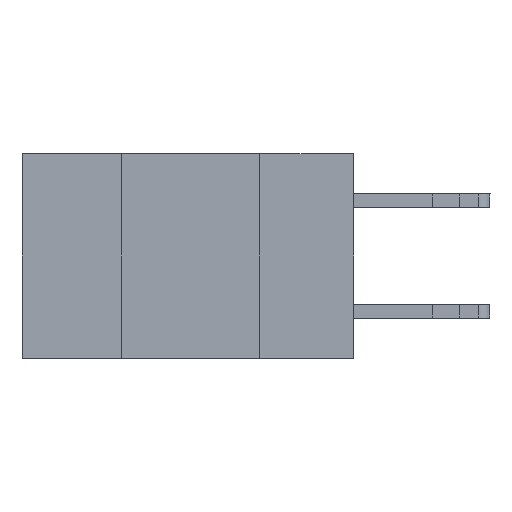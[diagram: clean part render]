
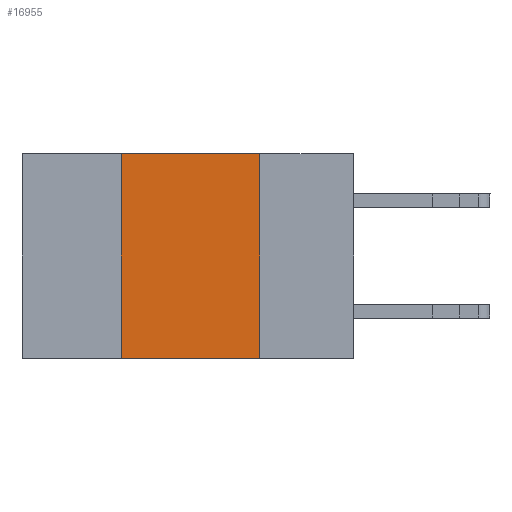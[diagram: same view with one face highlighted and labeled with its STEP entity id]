
A CAD part, left-side view. The second image highlights one B-rep face of the part: STEP entity #16955.
In plain terms, the highlighted planar face has unit normal (-1, 0, 0).
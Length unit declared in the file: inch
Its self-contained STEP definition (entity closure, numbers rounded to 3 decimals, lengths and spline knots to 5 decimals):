
#486 = VERTEX_POINT ( 'NONE', #13088 ) ;
#715 = AXIS2_PLACEMENT_3D ( 'NONE', #29027, #3462, #12563 ) ;
#797 = DIRECTION ( 'NONE',  ( 0., 0., 1. ) ) ;
#909 = CARTESIAN_POINT ( 'NONE',  ( 0., 0.17, 0. ) ) ;
#948 = CARTESIAN_POINT ( 'NONE',  ( 0., 0.17, -0.37 ) ) ;
#2506 = VECTOR ( 'NONE', #27101, 39.37008 ) ;
#3462 = DIRECTION ( 'NONE',  ( 1., 0., 0. ) ) ;
#4047 = EDGE_CURVE ( 'NONE', #9782, #14959, #10033, .T. ) ;
#4182 = EDGE_CURVE ( 'NONE', #24890, #14959, #23636, .T. ) ;
#4536 = CARTESIAN_POINT ( 'NONE',  ( 0., 0.6, 0. ) ) ;
#5575 = CARTESIAN_POINT ( 'NONE',  ( 0., 0.42, -0.37 ) ) ;
#7466 = CARTESIAN_POINT ( 'NONE',  ( 0., 0.17, 0. ) ) ;
#8222 = VECTOR ( 'NONE', #28731, 39.37008 ) ;
#9782 = VERTEX_POINT ( 'NONE', #5575 ) ;
#9921 = LINE ( 'NONE', #25909, #13942 ) ;
#10033 = LINE ( 'NONE', #12265, #21076 ) ;
#12265 = CARTESIAN_POINT ( 'NONE',  ( 0., 0.6, -0.37 ) ) ;
#12335 = EDGE_CURVE ( 'NONE', #9782, #486, #9921, .T. ) ;
#12563 = DIRECTION ( 'NONE',  ( 0., 0., -1. ) ) ;
#13088 = CARTESIAN_POINT ( 'NONE',  ( 0., 0.42, 0. ) ) ;
#13942 = VECTOR ( 'NONE', #797, 39.37008 ) ;
#14060 = DIRECTION ( 'NONE',  ( 0., -1., 0. ) ) ;
#14959 = VERTEX_POINT ( 'NONE', #948 ) ;
#15097 = ORIENTED_EDGE ( 'NONE', *, *, #12335, .F. ) ;
#15868 = LINE ( 'NONE', #4536, #2506 ) ;
#16485 = FACE_OUTER_BOUND ( 'NONE', #23247, .T. ) ;
#16955 = ADVANCED_FACE ( 'NONE', ( #16485 ), #23934, .F. ) ;
#21076 = VECTOR ( 'NONE', #14060, 39.37008 ) ;
#21159 = ORIENTED_EDGE ( 'NONE', *, *, #4182, .F. ) ;
#23247 = EDGE_LOOP ( 'NONE', ( #21159, #27809, #15097, #23552 ) ) ;
#23552 = ORIENTED_EDGE ( 'NONE', *, *, #4047, .T. ) ;
#23636 = LINE ( 'NONE', #909, #8222 ) ;
#23934 = PLANE ( 'NONE',  #715 ) ;
#24890 = VERTEX_POINT ( 'NONE', #7466 ) ;
#25909 = CARTESIAN_POINT ( 'NONE',  ( 0., 0.42, 0. ) ) ;
#27101 = DIRECTION ( 'NONE',  ( 0., -1., 0. ) ) ;
#27809 = ORIENTED_EDGE ( 'NONE', *, *, #29015, .F. ) ;
#28731 = DIRECTION ( 'NONE',  ( 0., 0., -1. ) ) ;
#29015 = EDGE_CURVE ( 'NONE', #486, #24890, #15868, .T. ) ;
#29027 = CARTESIAN_POINT ( 'NONE',  ( 0., 0.6, 0. ) ) ;
